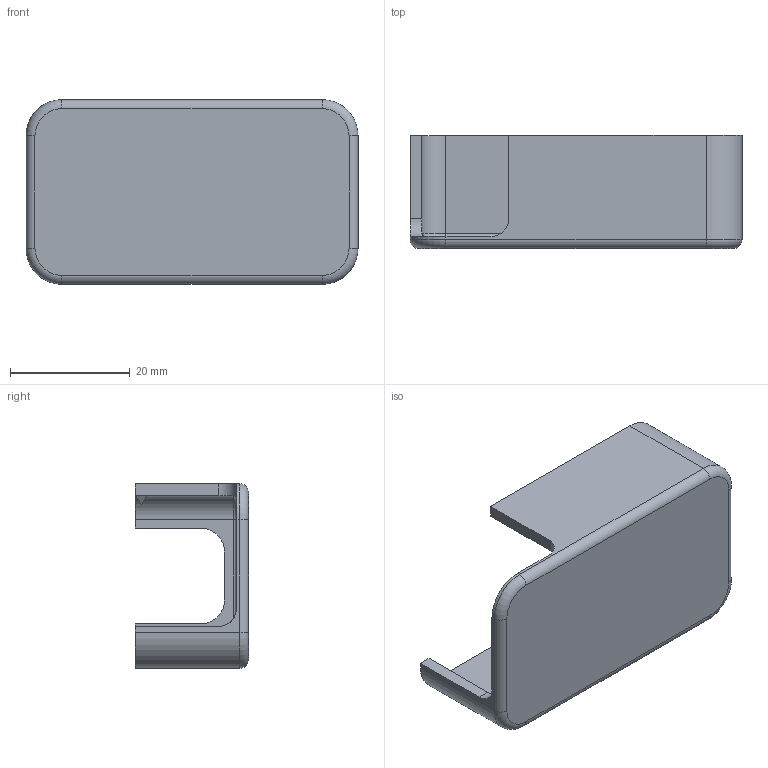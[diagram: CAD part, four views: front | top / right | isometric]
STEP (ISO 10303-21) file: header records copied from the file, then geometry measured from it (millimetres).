
FILE_DESCRIPTION (( 'STEP AP214' ), '1' );
FILE_NAME ('case_top_testPrototype.STEP', '2021-03-02T00:34:08', ( '' ), ( '' ), 'SwSTEP 2.0', 'SolidWorks 2020', '' );
FILE_SCHEMA (( 'AUTOMOTIVE_DESIGN' ));
Length unit declared in the file: millimetre
Products named in the file (1): case_top_testPrototype
Bounding box: 55.36 x 18.85 x 30.8 mm (x, y, z)
Volume: 6892.7 mm3; surface area: 7315.2 mm2
Topology: 1 solids, 1 shells, 59 faces, 147 edges, 92 vertices
Faces by surface type: plane 33, cylinder 19, torus 7
Entity records: 1784 total; most frequent: CARTESIAN_POINT 313, DIRECTION 308, ORIENTED_EDGE 294, EDGE_CURVE 147, AXIS2_PLACEMENT_3D 103, VECTOR 102, LINE 102, VERTEX_POINT 92
